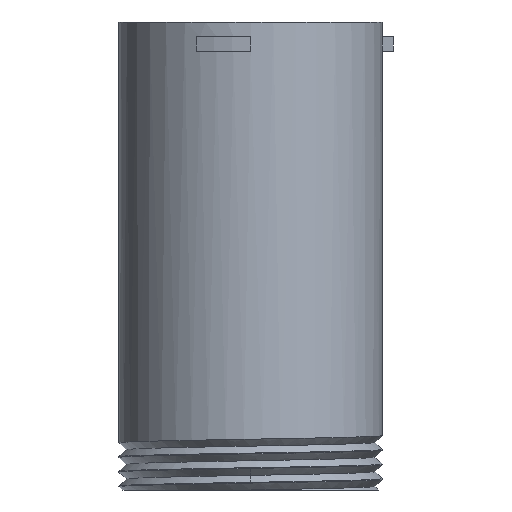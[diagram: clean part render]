
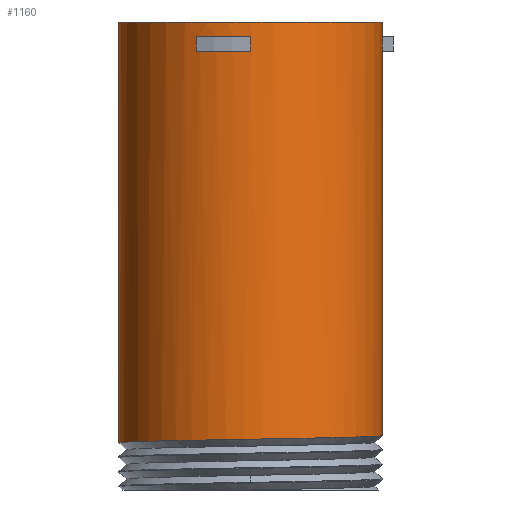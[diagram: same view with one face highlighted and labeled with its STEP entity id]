
A CAD part, left-side view. The second image highlights one B-rep face of the part: STEP entity #1160.
In plain terms, the highlighted cylindrical face has radius 18 mm (diameter 36 mm), a partial arc.
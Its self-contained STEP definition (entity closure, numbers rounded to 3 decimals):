
#2=CARTESIAN_POINT('',(0.,0.,0.));
#3=DIRECTION('',(0.,0.,1.));
#4=DIRECTION('',(0.,1.,0.));
#5=AXIS2_PLACEMENT_3D('',#2,#3,#4);
#197=CARTESIAN_POINT('',(0.,0.,-2.));
#198=DIRECTION('',(0.,0.,-1.));
#199=DIRECTION('',(-1.,0.,0.));
#200=AXIS2_PLACEMENT_3D('',#197,#198,#199);
#202=DIRECTION('',(0.,0.,1.));
#203=VECTOR('',#202,2.);
#204=CARTESIAN_POINT('',(-16.63,6.888,-4.));
#205=LINE('',#204,#203);
#206=CARTESIAN_POINT('',(0.,0.,-4.));
#207=DIRECTION('',(0.,0.,1.));
#208=DIRECTION('',(-0.924,0.383,0.));
#209=AXIS2_PLACEMENT_3D('',#206,#207,#208);
#211=DIRECTION('',(0.,0.,1.));
#212=VECTOR('',#211,2.);
#213=CARTESIAN_POINT('',(-18.,0.,-4.));
#214=LINE('',#213,#212);
#215=CARTESIAN_POINT('',(0.,18.,-57.55));
#216=CARTESIAN_POINT('',(-0.891,18.,-57.534));
#217=CARTESIAN_POINT('',(-2.675,17.868,-57.503));
#218=CARTESIAN_POINT('',(-5.316,17.268,-57.455));
#219=CARTESIAN_POINT('',(-7.812,16.29,-57.408));
#220=CARTESIAN_POINT('',(-10.127,14.961,-57.361));
#221=CARTESIAN_POINT('',(-12.227,13.301,-57.313));
#222=CARTESIAN_POINT('',(-14.085,11.318,-57.265));
#223=CARTESIAN_POINT('',(-15.621,9.078,-57.218));
#224=CARTESIAN_POINT('',(-16.788,6.672,-57.17));
#225=CARTESIAN_POINT('',(-17.589,4.128,-57.123));
#226=CARTESIAN_POINT('',(-18.012,1.437,-57.075));
#227=CARTESIAN_POINT('',(-18.023,-1.296,
-57.027));
#228=CARTESIAN_POINT('',(-17.621,-3.988,
-56.979));
#229=CARTESIAN_POINT('',(-16.845,-6.53,
-56.932));
#230=CARTESIAN_POINT('',(-15.677,-8.985,
-56.884));
#231=CARTESIAN_POINT('',(-14.14,-11.25,
-56.836));
#232=CARTESIAN_POINT('',(-12.28,-13.253,
-56.788));
#233=CARTESIAN_POINT('',(-10.184,-14.921,
-56.741));
#234=CARTESIAN_POINT('',(-7.871,-16.263,
-56.693));
#235=CARTESIAN_POINT('',(-5.338,-17.262,
-56.645));
#236=CARTESIAN_POINT('',(-2.68,-17.868,
-56.597));
#237=CARTESIAN_POINT('',(-0.891,-18.,-56.566));
#238=CARTESIAN_POINT('',(0.,-18.,-56.55));
#240=DIRECTION('',(0.,0.,1.));
#241=VECTOR('',#240,2.);
#242=CARTESIAN_POINT('',(0.,-18.,-4.));
#243=LINE('',#242,#241);
#611=DIRECTION('',(0.,0.,1.));
#612=VECTOR('',#611,2.);
#613=CARTESIAN_POINT('',(0.,-18.,-2.));
#614=LINE('',#613,#612);
#615=DIRECTION('',(0.,0.,1.));
#616=VECTOR('',#615,57.55);
#617=CARTESIAN_POINT('',(0.,18.,-57.55));
#618=LINE('',#617,#616);
#688=DIRECTION('',(0.,0.,1.));
#689=VECTOR('',#688,52.55);
#690=CARTESIAN_POINT('',(0.,-18.,-56.55));
#691=LINE('',#690,#689);
#941=CARTESIAN_POINT('',(0.,18.,0.));
#942=CARTESIAN_POINT('',(0.,-18.,0.));
#943=VERTEX_POINT('',#941);
#944=VERTEX_POINT('',#942);
#985=CARTESIAN_POINT('',(0.,18.,-57.55));
#986=VERTEX_POINT('',#985);
#1005=VERTEX_POINT('',#238);
#1030=CARTESIAN_POINT('',(-18.,0.,-2.));
#1031=CARTESIAN_POINT('',(-16.63,6.888,-2.));
#1032=VERTEX_POINT('',#1030);
#1033=VERTEX_POINT('',#1031);
#1034=CARTESIAN_POINT('',(-16.63,6.888,-4.));
#1035=VERTEX_POINT('',#1034);
#1036=CARTESIAN_POINT('',(-18.,0.,-4.));
#1037=VERTEX_POINT('',#1036);
#1038=CARTESIAN_POINT('',(0.,-18.,-4.));
#1039=CARTESIAN_POINT('',(0.,-18.,-2.));
#1040=VERTEX_POINT('',#1038);
#1041=VERTEX_POINT('',#1039);
#1132=CARTESIAN_POINT('',(0.,0.,-67.2));
#1133=DIRECTION('',(0.,0.,1.));
#1134=DIRECTION('',(0.,1.,0.));
#1135=AXIS2_PLACEMENT_3D('',#1132,#1133,#1134);
#1136=CYLINDRICAL_SURFACE('',#1135,18.);
#1138=ORIENTED_EDGE('',*,*,#1137,.F.);
#1140=ORIENTED_EDGE('',*,*,#1139,.F.);
#1142=ORIENTED_EDGE('',*,*,#1141,.T.);
#1143=ORIENTED_EDGE('',*,*,#1067,.T.);
#1145=ORIENTED_EDGE('',*,*,#1144,.F.);
#1147=ORIENTED_EDGE('',*,*,#1146,.F.);
#1148=EDGE_LOOP('',(#1138,#1140,#1142,#1143,#1145,#1147));
#1149=FACE_OUTER_BOUND('',#1148,.F.);
#1151=ORIENTED_EDGE('',*,*,#1150,.T.);
#1153=ORIENTED_EDGE('',*,*,#1152,.F.);
#1155=ORIENTED_EDGE('',*,*,#1154,.T.);
#1157=ORIENTED_EDGE('',*,*,#1156,.T.);
#1158=EDGE_LOOP('',(#1151,#1153,#1155,#1157));
#1159=FACE_BOUND('',#1158,.F.);
#6=CIRCLE('',#5,18.);
#201=CIRCLE('',#200,18.);
#210=CIRCLE('',#209,18.);
#239=B_SPLINE_CURVE_WITH_KNOTS('',3,(#215,#216,#217,#218,#219,#220,#221,#222,
#223,#224,#225,#226,#227,#228,#229,#230,#231,#232,#233,#234,#235,#236,#237,
#238),.UNSPECIFIED.,.F.,.F.,(4,1,1,1,1,1,1,1,1,1,1,1,1,1,1,1,1,1,1,1,1,4),(0.,
0.048,0.095,0.143,0.19,
0.238,0.286,0.333,0.381,
0.429,0.476,0.524,0.571,
0.619,0.667,0.714,0.762,
0.81,0.857,0.905,0.952,1.),
.UNSPECIFIED.);
#1067=EDGE_CURVE('',#943,#944,#6,.T.);
#1137=EDGE_CURVE('',#1005,#1040,#691,.T.);
#1139=EDGE_CURVE('',#986,#1005,#239,.T.);
#1141=EDGE_CURVE('',#986,#943,#618,.T.);
#1144=EDGE_CURVE('',#1041,#944,#614,.T.);
#1146=EDGE_CURVE('',#1040,#1041,#243,.T.);
#1150=EDGE_CURVE('',#1032,#1033,#201,.T.);
#1152=EDGE_CURVE('',#1035,#1033,#205,.T.);
#1154=EDGE_CURVE('',#1035,#1037,#210,.T.);
#1156=EDGE_CURVE('',#1037,#1032,#214,.T.);
#1160=ADVANCED_FACE('',(#1149,#1159),#1136,.T.);
